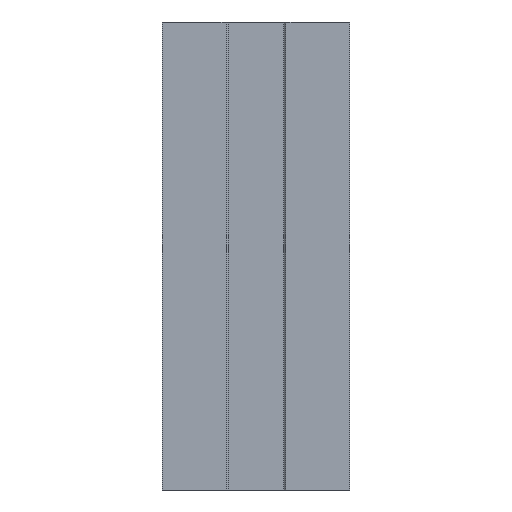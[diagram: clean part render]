
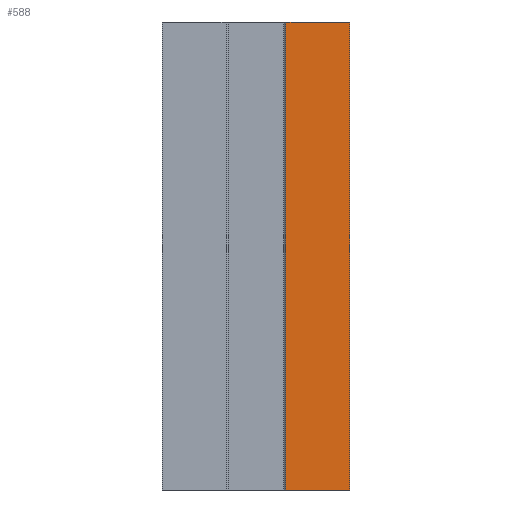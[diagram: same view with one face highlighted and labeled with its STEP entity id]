
A CAD part, left-side view. The second image highlights one B-rep face of the part: STEP entity #588.
In plain terms, the highlighted planar face has unit normal (-1, 0, 0).
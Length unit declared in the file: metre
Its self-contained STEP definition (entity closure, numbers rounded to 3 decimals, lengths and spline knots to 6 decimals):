
#55 = CARTESIAN_POINT ( 'NONE',  ( 0., 0., 0. ) ) ;
#63 = DIRECTION ( 'NONE',  ( 0., 1., 0. ) ) ;
#74 = EDGE_CURVE ( 'NONE', #946, #359, #784, .T. ) ;
#109 = VECTOR ( 'NONE', #728, 1. ) ;
#118 = LINE ( 'NONE', #624, #1134 ) ;
#170 = ORIENTED_EDGE ( 'NONE', *, *, #1593, .T. ) ;
#198 = ORIENTED_EDGE ( 'NONE', *, *, #74, .F. ) ;
#359 = VERTEX_POINT ( 'NONE', #1288 ) ;
#365 = DIRECTION ( 'NONE',  ( 0., -1., 0. ) ) ;
#386 = CARTESIAN_POINT ( 'NONE',  ( 0., 0.0068, 0. ) ) ;
#390 = VERTEX_POINT ( 'NONE', #55 ) ;
#431 = EDGE_LOOP ( 'NONE', ( #170, #1298, #198, #751 ) ) ;
#478 = CARTESIAN_POINT ( 'NONE',  ( 0., 0., 0.05 ) ) ;
#526 = EDGE_CURVE ( 'NONE', #946, #705, #822, .T. ) ;
#588 = ADVANCED_FACE ( 'NONE', ( #591 ), #608, .F. ) ;
#591 = FACE_OUTER_BOUND ( 'NONE', #431, .T. ) ;
#608 = PLANE ( 'NONE',  #1073 ) ;
#624 = CARTESIAN_POINT ( 'NONE',  ( 0., 0., 0. ) ) ;
#705 = VERTEX_POINT ( 'NONE', #386 ) ;
#728 = DIRECTION ( 'NONE',  ( 0., -1., 0. ) ) ;
#751 = ORIENTED_EDGE ( 'NONE', *, *, #526, .T. ) ;
#783 = VECTOR ( 'NONE', #1569, 1. ) ;
#784 = LINE ( 'NONE', #826, #109 ) ;
#789 = EDGE_CURVE ( 'NONE', #359, #390, #925, .T. ) ;
#822 = LINE ( 'NONE', #1104, #783 ) ;
#826 = CARTESIAN_POINT ( 'NONE',  ( 0., 0., 0.05 ) ) ;
#925 = LINE ( 'NONE', #1406, #1492 ) ;
#946 = VERTEX_POINT ( 'NONE', #1094 ) ;
#1073 = AXIS2_PLACEMENT_3D ( 'NONE', #478, #1596, #63 ) ;
#1094 = CARTESIAN_POINT ( 'NONE',  ( 0., 0.0068, 0.05 ) ) ;
#1104 = CARTESIAN_POINT ( 'NONE',  ( 0., 0.0068, 0.05 ) ) ;
#1134 = VECTOR ( 'NONE', #365, 1. ) ;
#1288 = CARTESIAN_POINT ( 'NONE',  ( 0., 0., 0.05 ) ) ;
#1298 = ORIENTED_EDGE ( 'NONE', *, *, #789, .F. ) ;
#1301 = DIRECTION ( 'NONE',  ( 0., 0., -1. ) ) ;
#1406 = CARTESIAN_POINT ( 'NONE',  ( 0., 0., 0.05 ) ) ;
#1492 = VECTOR ( 'NONE', #1301, 1. ) ;
#1569 = DIRECTION ( 'NONE',  ( 0., 0., -1. ) ) ;
#1593 = EDGE_CURVE ( 'NONE', #705, #390, #118, .T. ) ;
#1596 = DIRECTION ( 'NONE',  ( 1., 0., 0. ) ) ;
